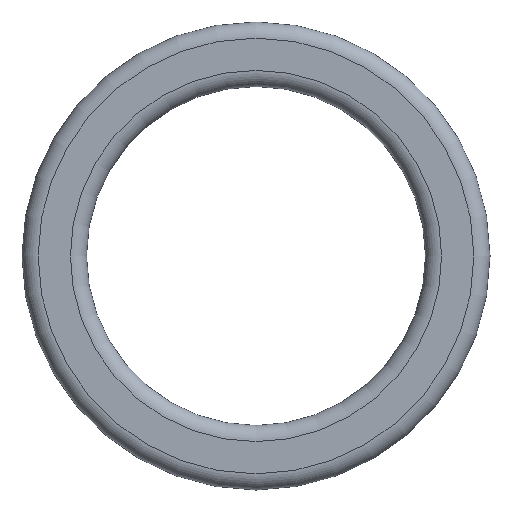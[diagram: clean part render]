
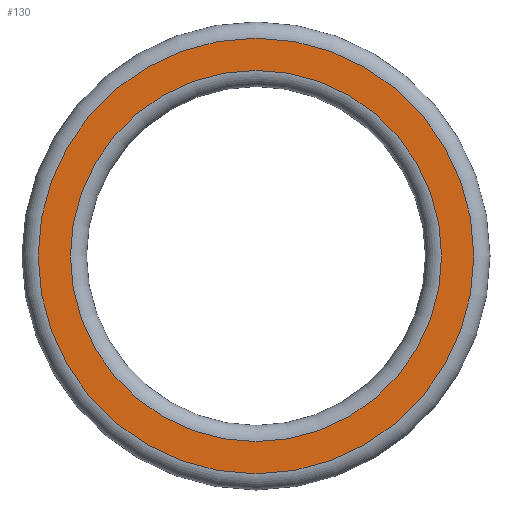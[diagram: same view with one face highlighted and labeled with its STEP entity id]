
A CAD part, left-side view. The second image highlights one B-rep face of the part: STEP entity #130.
In plain terms, the highlighted planar face has unit normal (-1, 0, 0).
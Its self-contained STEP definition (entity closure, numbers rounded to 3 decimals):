
#21=FACE_BOUND('',#35,.T.);
#23=PLANE('',#156);
#26=FACE_OUTER_BOUND('',#34,.T.);
#34=EDGE_LOOP('',(#94));
#35=EDGE_LOOP('',(#95));
#45=CIRCLE('',#154,13.5);
#47=CIRCLE('',#157,11.5);
#61=VERTEX_POINT('',#232);
#62=VERTEX_POINT('',#237);
#73=EDGE_CURVE('',#61,#61,#45,.T.);
#75=EDGE_CURVE('',#62,#62,#47,.T.);
#94=ORIENTED_EDGE('',*,*,#73,.F.);
#95=ORIENTED_EDGE('',*,*,#75,.F.);
#130=ADVANCED_FACE('',(#26,#21),#23,.F.);
#154=AXIS2_PLACEMENT_3D('',#234,#183,#184);
#156=AXIS2_PLACEMENT_3D('',#236,#187,#188);
#157=AXIS2_PLACEMENT_3D('',#238,#189,#190);
#183=DIRECTION('center_axis',(1.,0.,0.));
#184=DIRECTION('ref_axis',(0.,1.,0.));
#187=DIRECTION('center_axis',(1.,0.,0.));
#188=DIRECTION('ref_axis',(0.,1.,0.));
#189=DIRECTION('center_axis',(-1.,0.,0.));
#190=DIRECTION('ref_axis',(0.,1.,0.));
#232=CARTESIAN_POINT('',(0.,0.,13.5));
#234=CARTESIAN_POINT('Origin',(0.,0.,0.));
#236=CARTESIAN_POINT('Origin',(0.,0.,0.));
#237=CARTESIAN_POINT('',(0.,0.,-11.5));
#238=CARTESIAN_POINT('Origin',(0.,0.,0.));
